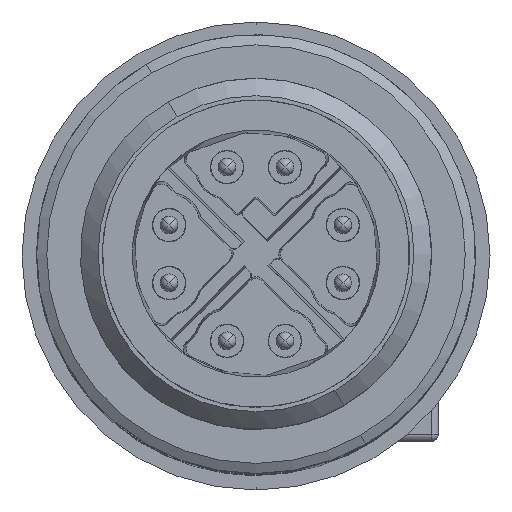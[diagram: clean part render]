
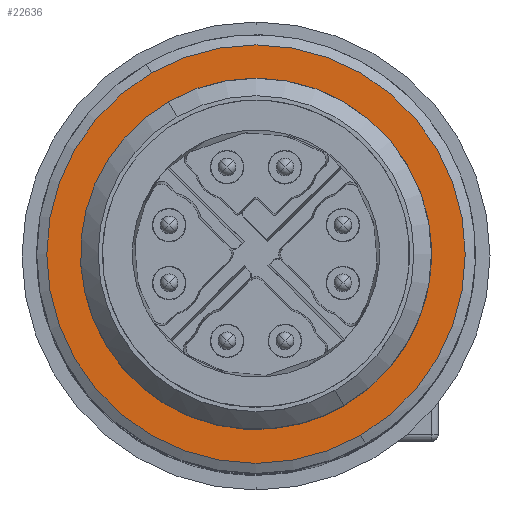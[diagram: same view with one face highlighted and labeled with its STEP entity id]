
A CAD part, top view. The second image highlights one B-rep face of the part: STEP entity #22636.
In plain terms, the highlighted planar face has unit normal (0, 0, 1).
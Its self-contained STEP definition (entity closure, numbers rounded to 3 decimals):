
#22533=AXIS2_PLACEMENT_3D('Circle Axis2P3D',#22531,#22532,$) ;
#22557=AXIS2_PLACEMENT_3D('Circle Axis2P3D',#22555,#22556,$) ;
#22570=AXIS2_PLACEMENT_3D('Plane Axis2P3D',#22567,#22568,#22569) ;
#22528=CARTESIAN_POINT('Vertex',(11.577,1.805,140.854)) ;
#22531=CARTESIAN_POINT('Axis2P3D Location',(8.,8.,140.854)) ;
#22535=CARTESIAN_POINT('Vertex',(4.423,14.195,140.854)) ;
#22555=CARTESIAN_POINT('Axis2P3D Location',(8.,8.,140.854)) ;
#22567=CARTESIAN_POINT('Axis2P3D Location',(14.195,11.577,140.854)) ;
#22577=CARTESIAN_POINT('Control Point',(5.,13.196,140.854)) ;
#22578=CARTESIAN_POINT('Control Point',(4.48,12.896,140.854)) ;
#22579=CARTESIAN_POINT('Control Point',(3.998,12.531,140.854)) ;
#22580=CARTESIAN_POINT('Control Point',(3.564,12.107,140.854)) ;
#22581=CARTESIAN_POINT('Control Point',(2.812,11.161,140.854)) ;
#22582=CARTESIAN_POINT('Control Point',(2.316,10.058,140.854)) ;
#22583=CARTESIAN_POINT('Control Point',(2.138,9.478,140.854)) ;
#22584=CARTESIAN_POINT('Control Point',(1.932,8.286,140.854)) ;
#22585=CARTESIAN_POINT('Control Point',(2.025,7.081,140.854)) ;
#22586=CARTESIAN_POINT('Control Point',(2.147,6.487,140.854)) ;
#22587=CARTESIAN_POINT('Control Point',(2.537,5.342,140.854)) ;
#22588=CARTESIAN_POINT('Control Point',(3.197,4.329,140.854)) ;
#22589=CARTESIAN_POINT('Control Point',(3.589,3.866,140.854)) ;
#22590=CARTESIAN_POINT('Control Point',(4.48,3.048,140.854)) ;
#22591=CARTESIAN_POINT('Control Point',(5.545,2.476,140.854)) ;
#22592=CARTESIAN_POINT('Control Point',(6.111,2.257,140.854)) ;
#22593=CARTESIAN_POINT('Control Point',(7.285,1.967,140.854)) ;
#22594=CARTESIAN_POINT('Control Point',(8.494,1.975,140.854)) ;
#22595=CARTESIAN_POINT('Control Point',(9.095,2.055,140.854)) ;
#22596=CARTESIAN_POINT('Control Point',(9.846,2.253,140.854)) ;
#22597=CARTESIAN_POINT('Control Point',(10.55,2.565,140.854)) ;
#22598=CARTESIAN_POINT('Control Point',(10.703,2.639,140.854)) ;
#22599=CARTESIAN_POINT('Control Point',(10.853,2.719,140.854)) ;
#22600=CARTESIAN_POINT('Control Point',(11.,2.804,140.854)) ;
#22601=CARTESIAN_POINT('Vertex',(5.,13.196,140.854)) ;
#22603=CARTESIAN_POINT('Vertex',(11.,2.804,140.854)) ;
#22607=CARTESIAN_POINT('Control Point',(11.,2.804,140.854)) ;
#22608=CARTESIAN_POINT('Control Point',(11.52,3.104,140.854)) ;
#22609=CARTESIAN_POINT('Control Point',(12.002,3.469,140.854)) ;
#22610=CARTESIAN_POINT('Control Point',(12.436,3.893,140.854)) ;
#22611=CARTESIAN_POINT('Control Point',(13.188,4.839,140.854)) ;
#22612=CARTESIAN_POINT('Control Point',(13.684,5.942,140.854)) ;
#22613=CARTESIAN_POINT('Control Point',(13.862,6.522,140.854)) ;
#22614=CARTESIAN_POINT('Control Point',(14.068,7.714,140.854)) ;
#22615=CARTESIAN_POINT('Control Point',(13.975,8.919,140.854)) ;
#22616=CARTESIAN_POINT('Control Point',(13.853,9.513,140.854)) ;
#22617=CARTESIAN_POINT('Control Point',(13.463,10.658,140.854)) ;
#22618=CARTESIAN_POINT('Control Point',(12.803,11.671,140.854)) ;
#22619=CARTESIAN_POINT('Control Point',(12.411,12.134,140.854)) ;
#22620=CARTESIAN_POINT('Control Point',(11.52,12.952,140.854)) ;
#22621=CARTESIAN_POINT('Control Point',(10.455,13.524,140.854)) ;
#22622=CARTESIAN_POINT('Control Point',(9.889,13.743,140.854)) ;
#22623=CARTESIAN_POINT('Control Point',(8.715,14.033,140.854)) ;
#22624=CARTESIAN_POINT('Control Point',(7.506,14.025,140.854)) ;
#22625=CARTESIAN_POINT('Control Point',(6.905,13.945,140.854)) ;
#22626=CARTESIAN_POINT('Control Point',(6.154,13.747,140.854)) ;
#22627=CARTESIAN_POINT('Control Point',(5.45,13.435,140.854)) ;
#22628=CARTESIAN_POINT('Control Point',(5.297,13.361,140.854)) ;
#22629=CARTESIAN_POINT('Control Point',(5.147,13.281,140.854)) ;
#22630=CARTESIAN_POINT('Control Point',(5.,13.196,140.854)) ;
#22532=DIRECTION('Axis2P3D Direction',(0.,0.,-1.)) ;
#22556=DIRECTION('Axis2P3D Direction',(0.,0.,-1.)) ;
#22568=DIRECTION('Axis2P3D Direction',(0.,0.,-1.)) ;
#22569=DIRECTION('Axis2P3D XDirection',(-0.5,0.866,0.)) ;
#22573=ORIENTED_EDGE('',*,*,#22559,.T.) ;
#22574=ORIENTED_EDGE('',*,*,#22537,.T.) ;
#22633=ORIENTED_EDGE('',*,*,#22605,.F.) ;
#22634=ORIENTED_EDGE('',*,*,#22631,.F.) ;
#22635=FACE_BOUND('',#22632,.T.) ;
#22636=ADVANCED_FACE('Hauptk\X2\00F6\X0\rper',(#22575,#22635),#22571,.F.) ;
#22576=B_SPLINE_CURVE_WITH_KNOTS('',5,(#22577,#22578,#22579,#22580,#22581,#22582,#22583,#22584,#22585,#22586,#22587,#22588,#22589,#22590,#22591,#22592,#22593,#22594,#22595,#22596,#22597,#22598,#22599,#22600),.UNSPECIFIED.,.F.,.U.,(6,3,3,3,3,3,3,6),(0.,4.243,8.485,12.728,16.97,21.213,25.456,26.657),.UNSPECIFIED.) ;
#22606=B_SPLINE_CURVE_WITH_KNOTS('',5,(#22607,#22608,#22609,#22610,#22611,#22612,#22613,#22614,#22615,#22616,#22617,#22618,#22619,#22620,#22621,#22622,#22623,#22624,#22625,#22626,#22627,#22628,#22629,#22630),.UNSPECIFIED.,.F.,.U.,(6,3,3,3,3,3,3,6),(0.,4.243,8.485,12.728,16.97,21.213,25.456,26.657),.UNSPECIFIED.) ;
#22534=CIRCLE('generated circle',#22533,7.154) ;
#22558=CIRCLE('generated circle',#22557,7.154) ;
#22537=EDGE_CURVE('',#22536,#22529,#22534,.F.) ;
#22559=EDGE_CURVE('',#22529,#22536,#22558,.F.) ;
#22605=EDGE_CURVE('',#22602,#22604,#22576,.T.) ;
#22631=EDGE_CURVE('',#22604,#22602,#22606,.T.) ;
#22572=EDGE_LOOP('',(#22573,#22574)) ;
#22632=EDGE_LOOP('',(#22633,#22634)) ;
#22575=FACE_OUTER_BOUND('',#22572,.T.) ;
#22571=PLANE('',#22570) ;
#22529=VERTEX_POINT('',#22528) ;
#22536=VERTEX_POINT('',#22535) ;
#22602=VERTEX_POINT('',#22601) ;
#22604=VERTEX_POINT('',#22603) ;
